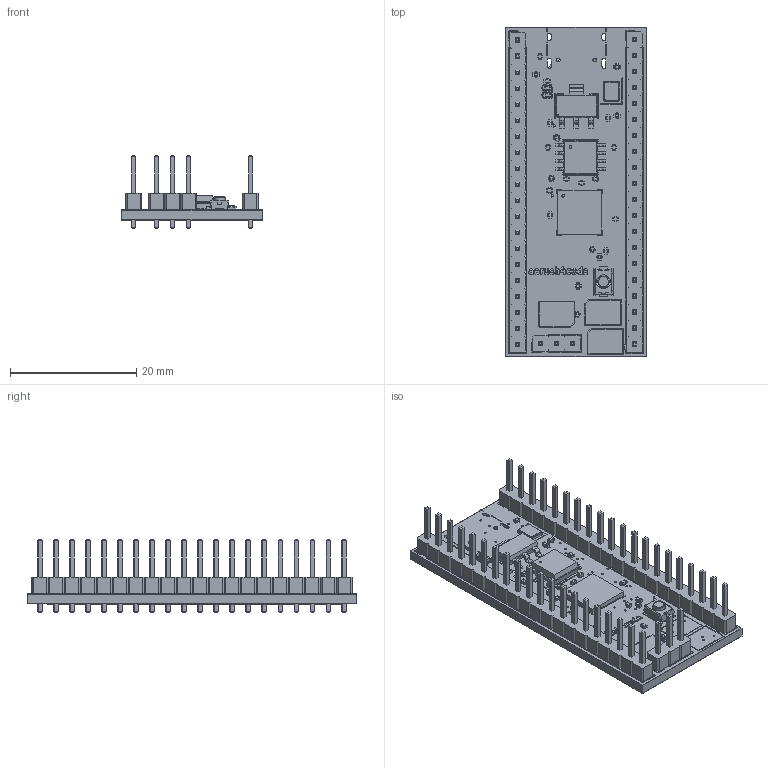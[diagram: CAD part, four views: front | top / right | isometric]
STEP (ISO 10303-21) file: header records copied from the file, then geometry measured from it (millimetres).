
FILE_DESCRIPTION(('KiCad electronic assembly'),'2;1');
FILE_NAME('devboard.step','2025-12-03T21:42:05',('Pcbnew'),('Kicad'), 'Open CASCADE STEP processor 7.9','KiCad to STEP converter','Unknown' );
FILE_SCHEMA(('AUTOMOTIVE_DESIGN { 1 0 10303 214 1 1 1 1 }'));
Length unit declared in the file: millimetre
Products named in the file (15): devboard 1; C_0402_1005Metric; SOIC-8_5.3x5.3mm_P1.27mm; PinHeader_1x20_P2.54mm_Vertical; R_0402_1005Metric; PinHeader_1x03_P2.54mm_Vertical; Crystal_SMD_3225-4Pin_3.2x2.5mm; SOT-223; SW_Push_SPST_NO_Alps_SKRK; QFN-56-1EP_7x7mm_P0.4mm_EP3.2x3.2mm; Devboard_silkscreen; Devboard_soldermask; Devboard_PCB
Assembly tree (37 placements, depth 2):
  devboard 1
    C_0402_1005Metric  x17
    SOIC-8_5.3x5.3mm_P1.27mm
    PinHeader_1x20_P2.54mm_Vertical  x2
    R_0402_1005Metric  x7
    PinHeader_1x03_P2.54mm_Vertical
    Crystal_SMD_3225-4Pin_3.2x2.5mm
    SOT-223
    SW_Push_SPST_NO_Alps_SKRK
    QFN-56-1EP_7x7mm_P0.4mm_EP3.2x3.2mm
    Devboard_silkscreen
    Devboard_silkscreen
    Devboard_soldermask
    Devboard_soldermask
    Devboard_PCB
Bounding box: 22.25 x 52.2 x 11.54 mm (x, y, z)
Volume: 2693.8 mm3; surface area: 8017.9 mm2
Topology: 33 solids, 126 shells, 2685 faces, 9529 edges, 7119 vertices
Faces by surface type: plane 2172, cylinder 496, bspline 16, torus 1
Full cylindrical faces by diameter (mm): 0.3 x108, 0.4 x1, 0.65 x2, 1 x43, 1.8 x1, 2.2 x1
Entity records: 82618 total; most frequent: CARTESIAN_POINT 13873, DIRECTION 11109, ORIENTED_EDGE 10842, EDGE_CURVE 6803, LINE 5687, VECTOR 5687, VERTEX_POINT 5363, AXIS2_PLACEMENT_3D 2711
